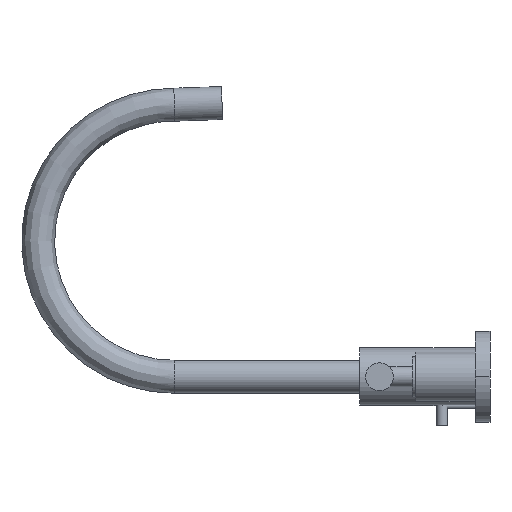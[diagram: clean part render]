
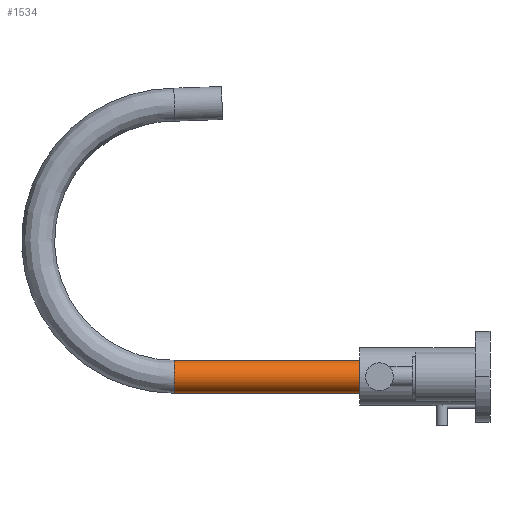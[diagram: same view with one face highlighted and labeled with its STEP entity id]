
A CAD part, left-side view. The second image highlights one B-rep face of the part: STEP entity #1534.
In plain terms, the highlighted cylindrical face has radius 10 mm (diameter 20 mm), a partial arc.
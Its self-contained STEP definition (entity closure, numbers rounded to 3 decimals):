
#49 = ORIENTED_EDGE ( 'NONE', *, *, #988, .T. ) ;
#102 = CARTESIAN_POINT ( 'NONE',  ( 0., 112.5, 0. ) ) ;
#279 = VERTEX_POINT ( 'NONE', #1945 ) ;
#288 = CARTESIAN_POINT ( 'NONE',  ( 0., 0., 10. ) ) ;
#321 = AXIS2_PLACEMENT_3D ( 'NONE', #1048, #1551, #906 ) ;
#403 = FACE_OUTER_BOUND ( 'NONE', #1734, .T. ) ;
#446 = LINE ( 'NONE', #1889, #1173 ) ;
#480 = DIRECTION ( 'NONE',  ( 0., 0., 1. ) ) ;
#524 = EDGE_CURVE ( 'NONE', #946, #837, #1276, .T. ) ;
#583 = DIRECTION ( 'NONE',  ( 0., -1., 0. ) ) ;
#663 = CIRCLE ( 'NONE', #1846, 10. ) ;
#702 = ORIENTED_EDGE ( 'NONE', *, *, #524, .T. ) ;
#766 = CARTESIAN_POINT ( 'NONE',  ( 0., 112.5, -10. ) ) ;
#774 = EDGE_CURVE ( 'NONE', #1906, #279, #663, .T. ) ;
#837 = VERTEX_POINT ( 'NONE', #288 ) ;
#903 = EDGE_CURVE ( 'NONE', #279, #837, #446, .T. ) ;
#906 = DIRECTION ( 'NONE',  ( 0., 0., -1. ) ) ;
#920 = CARTESIAN_POINT ( 'NONE',  ( 0., 0., 0. ) ) ;
#943 = CARTESIAN_POINT ( 'NONE',  ( 0., 0., -10. ) ) ;
#946 = VERTEX_POINT ( 'NONE', #943 ) ;
#974 = CARTESIAN_POINT ( 'NONE',  ( 0., 112.5, -10. ) ) ;
#988 = EDGE_CURVE ( 'NONE', #1906, #946, #1400, .T. ) ;
#1048 = CARTESIAN_POINT ( 'NONE',  ( 0., 112.5, 0. ) ) ;
#1080 = VECTOR ( 'NONE', #583, 1000. ) ;
#1171 = AXIS2_PLACEMENT_3D ( 'NONE', #920, #1743, #480 ) ;
#1173 = VECTOR ( 'NONE', #2056, 1000. ) ;
#1223 = CYLINDRICAL_SURFACE ( 'NONE', #321, 10. ) ;
#1276 = CIRCLE ( 'NONE', #1171, 10. ) ;
#1400 = LINE ( 'NONE', #766, #1080 ) ;
#1465 = ORIENTED_EDGE ( 'NONE', *, *, #774, .F. ) ;
#1534 = ADVANCED_FACE ( 'NONE', ( #403 ), #1223, .T. ) ;
#1551 = DIRECTION ( 'NONE',  ( 0., -1., 0. ) ) ;
#1603 = DIRECTION ( 'NONE',  ( 0., 0., 1. ) ) ;
#1651 = ORIENTED_EDGE ( 'NONE', *, *, #903, .F. ) ;
#1734 = EDGE_LOOP ( 'NONE', ( #1651, #1465, #49, #702 ) ) ;
#1743 = DIRECTION ( 'NONE',  ( 0., 1., 0. ) ) ;
#1846 = AXIS2_PLACEMENT_3D ( 'NONE', #102, #1926, #1603 ) ;
#1889 = CARTESIAN_POINT ( 'NONE',  ( 0., 112.5, 10. ) ) ;
#1906 = VERTEX_POINT ( 'NONE', #974 ) ;
#1926 = DIRECTION ( 'NONE',  ( 0., 1., 0. ) ) ;
#1945 = CARTESIAN_POINT ( 'NONE',  ( 0., 112.5, 10. ) ) ;
#2056 = DIRECTION ( 'NONE',  ( 0., -1., 0. ) ) ;
